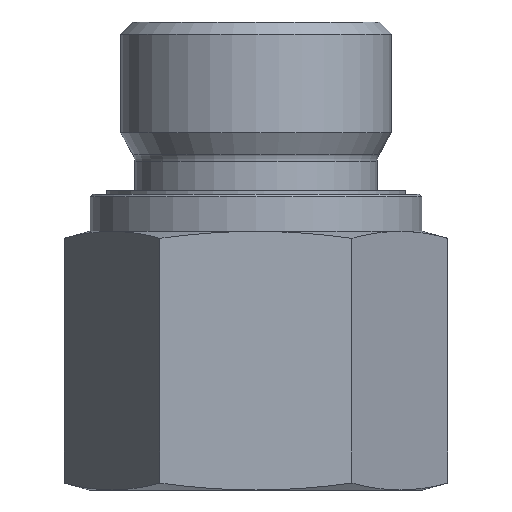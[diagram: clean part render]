
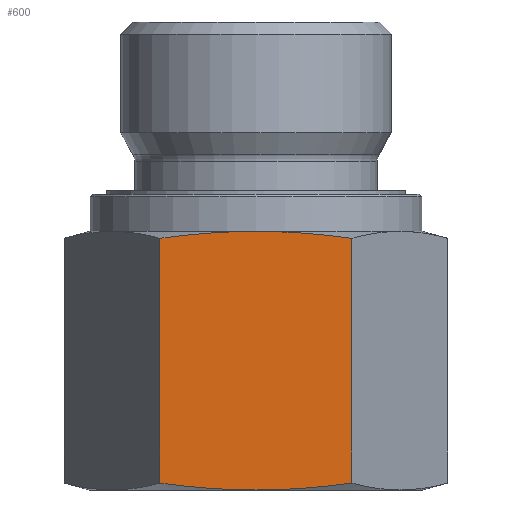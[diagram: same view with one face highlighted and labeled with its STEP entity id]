
A CAD part, left-side view. The second image highlights one B-rep face of the part: STEP entity #600.
In plain terms, the highlighted planar face has unit normal (-1, 0.001, 0).
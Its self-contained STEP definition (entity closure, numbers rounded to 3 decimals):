
#180=CARTESIAN_POINT('',(-13.505,-7.785,0.56));
#181=VERTEX_POINT('',#180);
#197=CARTESIAN_POINT('',(-13.5,0.,0.0));
#198=VERTEX_POINT('',#197);
#199=CARTESIAN_POINT('',(-13.5,0.,0.0));
#200=CARTESIAN_POINT('',(-13.503,-3.613,0.001));
#201=CARTESIAN_POINT('',(-13.505,-7.785,0.56));
#209=(BOUNDED_CURVE()B_SPLINE_CURVE(2,(#199,#200,#201),.UNSPECIFIED.,.F.,.U.)B_SPLINE_CURVE_WITH_KNOTS((3,3),(1.018,1.826),.UNSPECIFIED.)CURVE()GEOMETRIC_REPRESENTATION_ITEM()RATIONAL_B_SPLINE_CURVE((1.,1.048,1.02))REPRESENTATION_ITEM(''));
#210=EDGE_CURVE('',#198,#181,#209,.T.);
#229=CARTESIAN_POINT('',(-13.495,7.804,0.56));
#230=VERTEX_POINT('',#229);
#244=CARTESIAN_POINT('',(-13.5,0.009,0.));
#245=VERTEX_POINT('',#244);
#253=CARTESIAN_POINT('',(-13.495,7.804,0.56));
#254=CARTESIAN_POINT('',(-13.497,3.627,0.));
#255=CARTESIAN_POINT('',(-13.5,0.009,0.));
#263=(BOUNDED_CURVE()B_SPLINE_CURVE(2,(#253,#254,#255),.UNSPECIFIED.,.F.,.U.)B_SPLINE_CURVE_WITH_KNOTS((3,3),(0.209,1.017),.UNSPECIFIED.)CURVE()GEOMETRIC_REPRESENTATION_ITEM()RATIONAL_B_SPLINE_CURVE((1.02,1.048,1.0))REPRESENTATION_ITEM(''));
#264=EDGE_CURVE('',#230,#245,#263,.T.);
#508=CARTESIAN_POINT('',(-13.495,7.804,20.44));
#509=VERTEX_POINT('',#508);
#510=CARTESIAN_POINT('',(-13.495,7.804,0.56));
#511=DIRECTION('',(0.0,0.0,1.0));
#512=VECTOR('',#511,19.881);
#513=LINE('',#510,#512);
#514=EDGE_CURVE('',#230,#509,#513,.T.);
#548=CARTESIAN_POINT('',(-13.505,-7.785,0.0));
#549=DIRECTION('',(-1.,0.001,0.0));
#550=DIRECTION('',(0.0,0.0,1.0));
#551=AXIS2_PLACEMENT_3D('',#548,#549,#550);
#552=PLANE('',#551);
#553=ORIENTED_EDGE('',*,*,#264,.T.);
#554=CARTESIAN_POINT('',(-13.5,0.,0.0));
#555=DIRECTION('',(0.001,1.,0.0));
#556=VECTOR('',#555,0.009);
#557=LINE('',#554,#556);
#558=EDGE_CURVE('',#198,#245,#557,.T.);
#559=ORIENTED_EDGE('',*,*,#558,.F.);
#560=ORIENTED_EDGE('',*,*,#210,.T.);
#561=CARTESIAN_POINT('',(-13.505,-7.785,20.44));
#562=VERTEX_POINT('',#561);
#563=CARTESIAN_POINT('',(-13.505,-7.785,0.56));
#564=DIRECTION('',(0.0,0.0,1.0));
#565=VECTOR('',#564,19.881);
#566=LINE('',#563,#565);
#567=EDGE_CURVE('',#181,#562,#566,.T.);
#568=ORIENTED_EDGE('',*,*,#567,.T.);
#569=CARTESIAN_POINT('',(-13.5,0.009,21.0));
#570=VERTEX_POINT('',#569);
#571=CARTESIAN_POINT('',(-13.505,-7.785,20.44));
#572=CARTESIAN_POINT('',(-13.503,-3.608,21.));
#573=CARTESIAN_POINT('',(-13.5,0.009,21.0));
#581=(BOUNDED_CURVE()B_SPLINE_CURVE(2,(#571,#572,#573),.UNSPECIFIED.,.F.,.U.)B_SPLINE_CURVE_WITH_KNOTS((3,3),(0.209,1.017),.UNSPECIFIED.)CURVE()GEOMETRIC_REPRESENTATION_ITEM()RATIONAL_B_SPLINE_CURVE((1.02,1.048,1.0))REPRESENTATION_ITEM(''));
#582=EDGE_CURVE('',#562,#570,#581,.T.);
#583=ORIENTED_EDGE('',*,*,#582,.T.);
#584=CARTESIAN_POINT('',(-13.5,0.009,21.0));
#585=CARTESIAN_POINT('',(-13.497,3.627,21.));
#586=CARTESIAN_POINT('',(-13.495,7.804,20.44));
#594=(BOUNDED_CURVE()B_SPLINE_CURVE(2,(#584,#585,#586),.UNSPECIFIED.,.F.,.U.)B_SPLINE_CURVE_WITH_KNOTS((3,3),(1.017,1.826),.UNSPECIFIED.)CURVE()GEOMETRIC_REPRESENTATION_ITEM()RATIONAL_B_SPLINE_CURVE((1.0,1.048,1.02))REPRESENTATION_ITEM(''));
#595=EDGE_CURVE('',#570,#509,#594,.T.);
#596=ORIENTED_EDGE('',*,*,#595,.T.);
#597=ORIENTED_EDGE('',*,*,#514,.F.);
#598=EDGE_LOOP('',(#553,#559,#560,#568,#583,#596,#597));
#599=FACE_OUTER_BOUND('',#598,.T.);
#600=ADVANCED_FACE('',(#599),#552,.T.);
